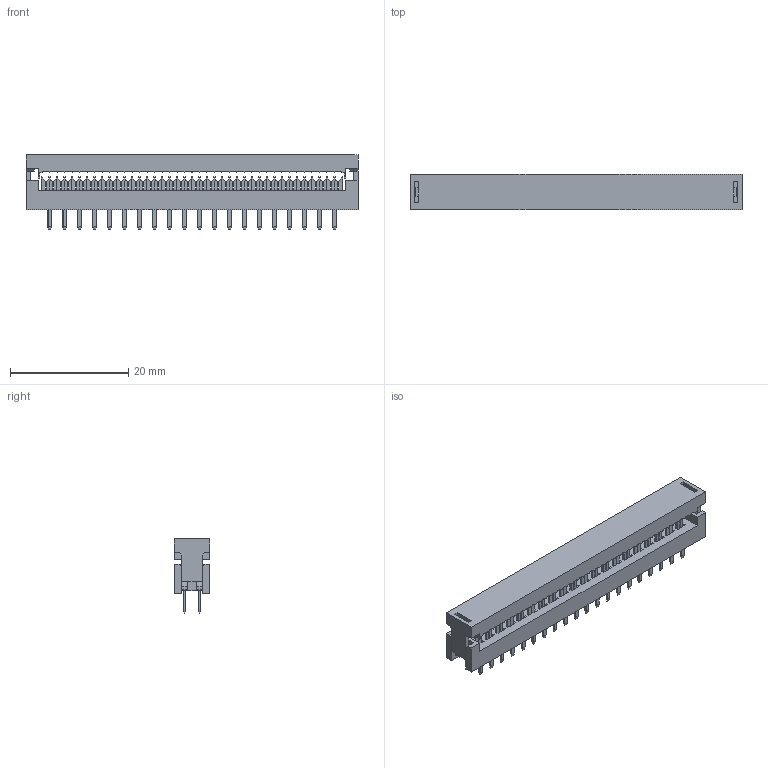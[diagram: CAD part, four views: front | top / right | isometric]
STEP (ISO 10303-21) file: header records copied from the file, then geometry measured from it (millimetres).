
FILE_DESCRIPTION(/* description */ ('Unknown'),/* implementation_level */ '2;1');
FILE_NAME(/* name */ '61204022323',/* time_stamp */ '2017-05-17T10:02:12+02:00',/* author */ ('Unknown'),/* organization */ ('Unknown'),/* preprocessor_version */ 'ST-DEVELOPER v16.7',/* originating_system */ 'DEX',/* authorisation */ $);
FILE_SCHEMA (('AUTOMOTIVE_DESIGN {1 0 10303 214 3 1 1}'));
Length unit declared in the file: millimetre
Products named in the file (4): 6120xx22323_Open; 61204022323; 6120xx22323_PIN; 61204022323_PAD
Assembly tree (42 placements, depth 2):
  6120xx22323_Open
    61204022323
    6120xx22323_PIN  x40
    61204022323_PAD
Bounding box: 56.25 x 6 x 12.6 mm (x, y, z)
Volume: 1986 mm3; surface area: 3991.3 mm2
Topology: 42 solids, 42 shells, 1701 faces, 4529 edges, 2910 vertices
Faces by surface type: plane 1621, cylinder 80
Entity records: 23359 total; most frequent: CARTESIAN_POINT 4119, ORIENTED_EDGE 4066, DIRECTION 3651, EDGE_CURVE 2033, LINE 1871, VECTOR 1871, VERTEX_POINT 1350, AXIS2_PLACEMENT_3D 890
